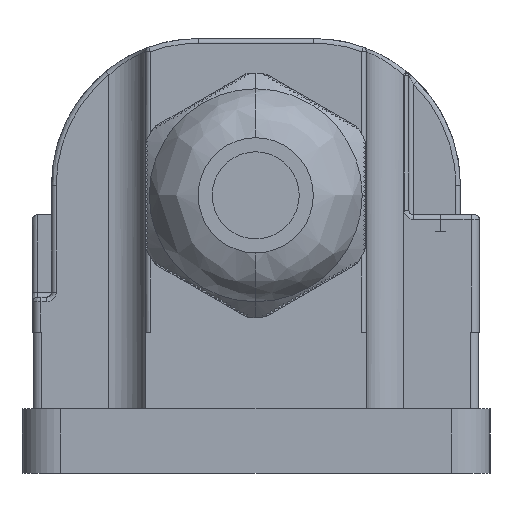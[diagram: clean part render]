
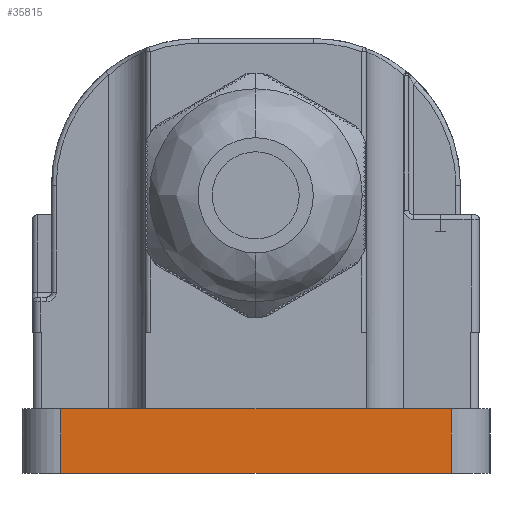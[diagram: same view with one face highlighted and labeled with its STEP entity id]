
A CAD part, left-side view. The second image highlights one B-rep face of the part: STEP entity #35815.
In plain terms, the highlighted planar face has unit normal (-1, 0, 0).
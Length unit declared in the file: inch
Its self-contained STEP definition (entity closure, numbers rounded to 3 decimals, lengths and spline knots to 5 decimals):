
#529 = EDGE_CURVE ( 'NONE', #50957, #68365, #35821, .T. ) ;
#1154 = DIRECTION ( 'NONE',  ( 0., 0., 1. ) ) ;
#1299 = CARTESIAN_POINT ( 'NONE',  ( -1.68929, -0.0357, 0.37351 ) ) ;
#1640 = CARTESIAN_POINT ( 'NONE',  ( -1.68929, 1.6273, 0.37351 ) ) ;
#2140 = VERTEX_POINT ( 'NONE', #53654 ) ;
#4945 = CARTESIAN_POINT ( 'NONE',  ( -1.68929, 1.6273, 0.09791 ) ) ;
#5170 = EDGE_CURVE ( 'NONE', #70041, #68365, #62149, .T. ) ;
#5426 = VECTOR ( 'NONE', #77496, 39.37008 ) ;
#7394 = ORIENTED_EDGE ( 'NONE', *, *, #52397, .F. ) ;
#9616 = FACE_OUTER_BOUND ( 'NONE', #52211, .T. ) ;
#13209 = DIRECTION ( 'NONE',  ( 0., 0., -1. ) ) ;
#21780 = VECTOR ( 'NONE', #13209, 39.37008 ) ;
#31395 = VECTOR ( 'NONE', #1154, 39.37008 ) ;
#31793 = DIRECTION ( 'NONE',  ( 0., 0., -1. ) ) ;
#35815 = ADVANCED_FACE ( 'NONE', ( #9616 ), #76220, .F. ) ;
#35821 = LINE ( 'NONE', #54869, #80193 ) ;
#38493 = DIRECTION ( 'NONE',  ( 1., 0., 0. ) ) ;
#44724 = CARTESIAN_POINT ( 'NONE',  ( -1.68929, -0.0357, 0.37351 ) ) ;
#45656 = AXIS2_PLACEMENT_3D ( 'NONE', #69806, #38493, #31793 ) ;
#50400 = ORIENTED_EDGE ( 'NONE', *, *, #56796, .F. ) ;
#50957 = VERTEX_POINT ( 'NONE', #4945 ) ;
#52211 = EDGE_LOOP ( 'NONE', ( #70198, #50400, #7394, #67467 ) ) ;
#52397 = EDGE_CURVE ( 'NONE', #50957, #2140, #75833, .T. ) ;
#53654 = CARTESIAN_POINT ( 'NONE',  ( -1.68929, 1.6273, 0.37351 ) ) ;
#54869 = CARTESIAN_POINT ( 'NONE',  ( -1.68929, 1.6273, 0.09791 ) ) ;
#56224 = CARTESIAN_POINT ( 'NONE',  ( -1.68929, -0.0357, 0.09791 ) ) ;
#56796 = EDGE_CURVE ( 'NONE', #2140, #70041, #72525, .T. ) ;
#62149 = LINE ( 'NONE', #44724, #21780 ) ;
#67467 = ORIENTED_EDGE ( 'NONE', *, *, #529, .T. ) ;
#68365 = VERTEX_POINT ( 'NONE', #56224 ) ;
#69806 = CARTESIAN_POINT ( 'NONE',  ( -1.68929, 1.6273, 0.37351 ) ) ;
#70041 = VERTEX_POINT ( 'NONE', #1299 ) ;
#70198 = ORIENTED_EDGE ( 'NONE', *, *, #5170, .F. ) ;
#72525 = LINE ( 'NONE', #1640, #5426 ) ;
#75830 = DIRECTION ( 'NONE',  ( 0., -1., 0. ) ) ;
#75833 = LINE ( 'NONE', #76992, #31395 ) ;
#76220 = PLANE ( 'NONE',  #45656 ) ;
#76992 = CARTESIAN_POINT ( 'NONE',  ( -1.68929, 1.6273, 0.37351 ) ) ;
#77496 = DIRECTION ( 'NONE',  ( 0., -1., 0. ) ) ;
#80193 = VECTOR ( 'NONE', #75830, 39.37008 ) ;
